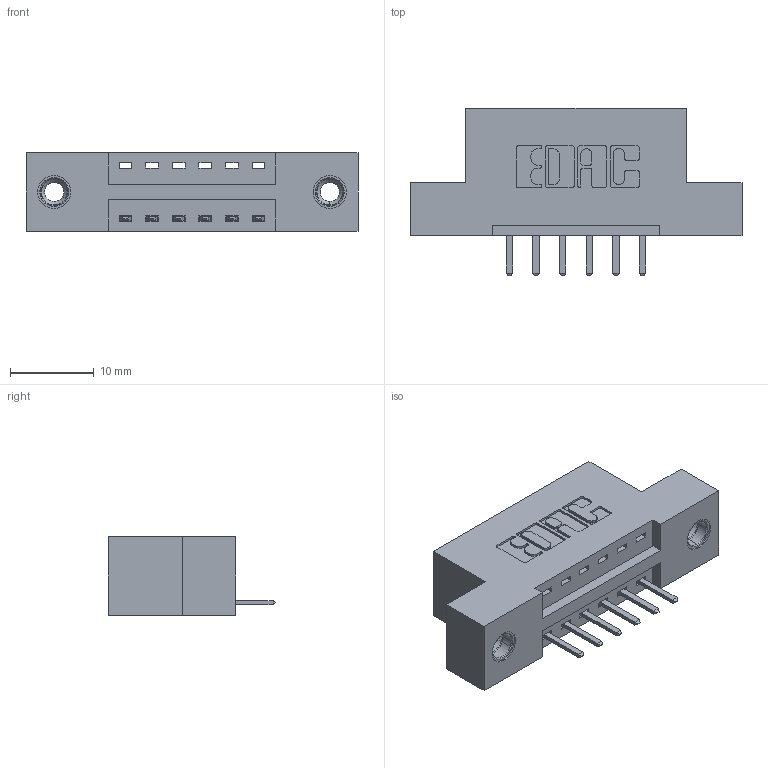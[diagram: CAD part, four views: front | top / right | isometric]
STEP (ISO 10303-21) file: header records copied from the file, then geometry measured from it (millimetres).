
FILE_DESCRIPTION (( 'STEP AP203' ), '1' );
FILE_NAME ('396-006-520-108.STEP', '2022-05-17T06:59:05', ( '' ), ( '' ), 'SwSTEP 2.0', 'SolidWorks 2020', '' );
FILE_SCHEMA (( 'CONFIG_CONTROL_DESIGN' ));
Length unit declared in the file: inch
Products named in the file (4): 396-006-520-108; 345-250-001_345-250-003-102; 346 Part_Flush Mounting Lugs - 0.156 Dia-TI; 345-292-001_345-293-120
Assembly tree (9 placements, depth 2):
  396-006-520-108
    346 Part_Flush Mounting Lugs - 0.156 Dia-TI
    345-292-001_345-293-120  x6
    345-250-001_345-250-003-102  x2
Bounding box: 39.62 x 20.02 x 9.4 mm (x, y, z)
Volume: 3521.1 mm3; surface area: 3976.6 mm2
Topology: 9 solids, 9 shells, 554 faces, 1569 edges, 1022 vertices
Faces by surface type: plane 360, cylinder 178, cone 12, torus 4
Entity records: 9870 total; most frequent: CARTESIAN_POINT 1697, ORIENTED_EDGE 1618, DIRECTION 1555, EDGE_CURVE 809, VECTOR 629, LINE 629, VERTEX_POINT 532, AXIS2_PLACEMENT_3D 463
